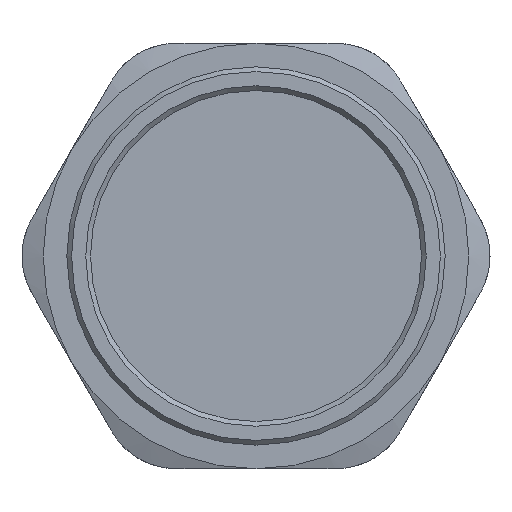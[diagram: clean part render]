
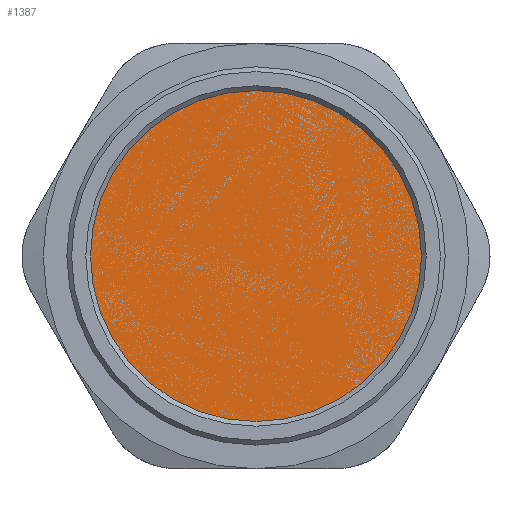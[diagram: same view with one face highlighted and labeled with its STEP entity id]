
A CAD part, front view. The second image highlights one B-rep face of the part: STEP entity #1387.
In plain terms, the highlighted planar face has unit normal (0, -1, 0).
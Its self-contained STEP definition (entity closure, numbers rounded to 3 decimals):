
#451=FACE_OUTER_BOUND('',#536,.T.);
#536=EDGE_LOOP('',(#1280));
#599=CIRCLE('',#1548,20.);
#718=VERTEX_POINT('',#2705);
#906=EDGE_CURVE('',#718,#718,#599,.T.);
#1280=ORIENTED_EDGE('',*,*,#906,.T.);
#1309=PLANE('',#1547);
#1387=ADVANCED_FACE('',(#451),#1309,.T.);
#1547=AXIS2_PLACEMENT_3D('',#2704,#1905,#1906);
#1548=AXIS2_PLACEMENT_3D('',#2706,#1907,#1908);
#1905=DIRECTION('center_axis',(0.,-1.,0.));
#1906=DIRECTION('ref_axis',(0.,0.,-1.));
#1907=DIRECTION('center_axis',(0.,-1.,0.));
#1908=DIRECTION('ref_axis',(-1.,0.,0.));
#2704=CARTESIAN_POINT('Origin',(-3.871,-4.931,0.));
#2705=CARTESIAN_POINT('',(16.129,-4.931,0.));
#2706=CARTESIAN_POINT('Origin',(-3.871,-4.931,0.));
